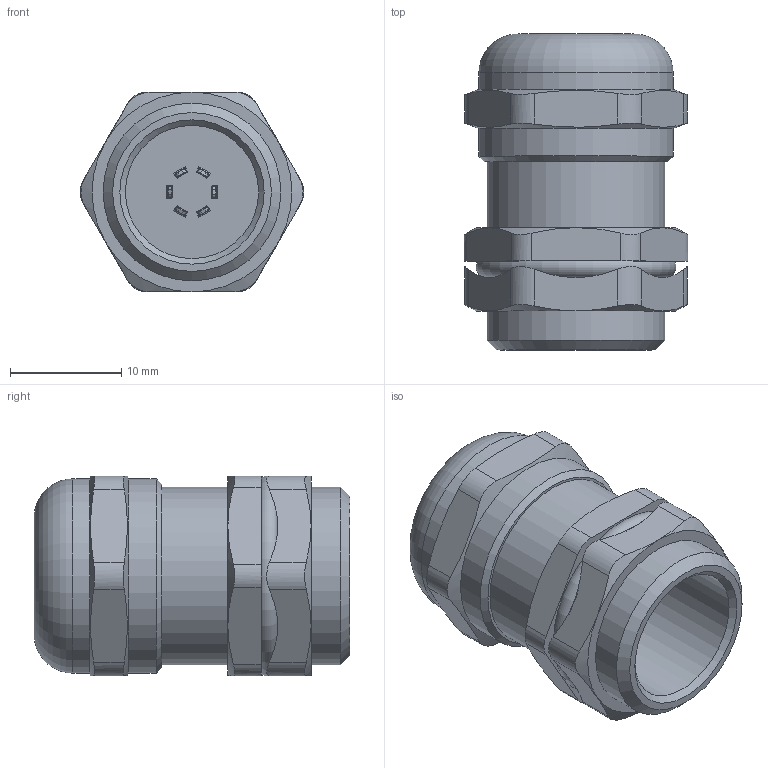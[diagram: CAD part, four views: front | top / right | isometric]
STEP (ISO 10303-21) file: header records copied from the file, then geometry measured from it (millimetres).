
FILE_DESCRIPTION(/* description */ ('ВКЭ1-ЛР-М16-6,5-L8'),/* implementation_level */ '2;1');
FILE_NAME(/* name */ '',/* time_stamp */ '2025-07-15T15:19:43+07:00',/* author */ ('zeta-86'),/* organization */ (''),/* preprocessor_version */ 'ST-DEVELOPER v19.2',/* originating_system */ 'Autodesk Inventor 2024',/* authorisation */ '');
FILE_SCHEMA (('AUTOMOTIVE_DESIGN { 1 0 10303 214 3 1 1 }'));
Length unit declared in the file: millimetre
Products named in the file (1): zeta34702
Bounding box: 20.17 x 28.46 x 18 mm (x, y, z)
Volume: 5593.8 mm3; surface area: 2647.8 mm2
Topology: 1 solids, 1 shells, 161 faces, 400 edges, 254 vertices
Faces by surface type: plane 63, cylinder 48, bspline 24, cone 23, torus 3
Full cylindrical faces by diameter (mm): 8.5 x1, 12 x1, 16 x2, 17.5 x2
Entity records: 8022 total; most frequent: CARTESIAN_POINT 4502, ORIENTED_EDGE 800, DIRECTION 605, EDGE_CURVE 400, VERTEX_POINT 254, AXIS2_PLACEMENT_3D 213, LINE 179, VECTOR 179
